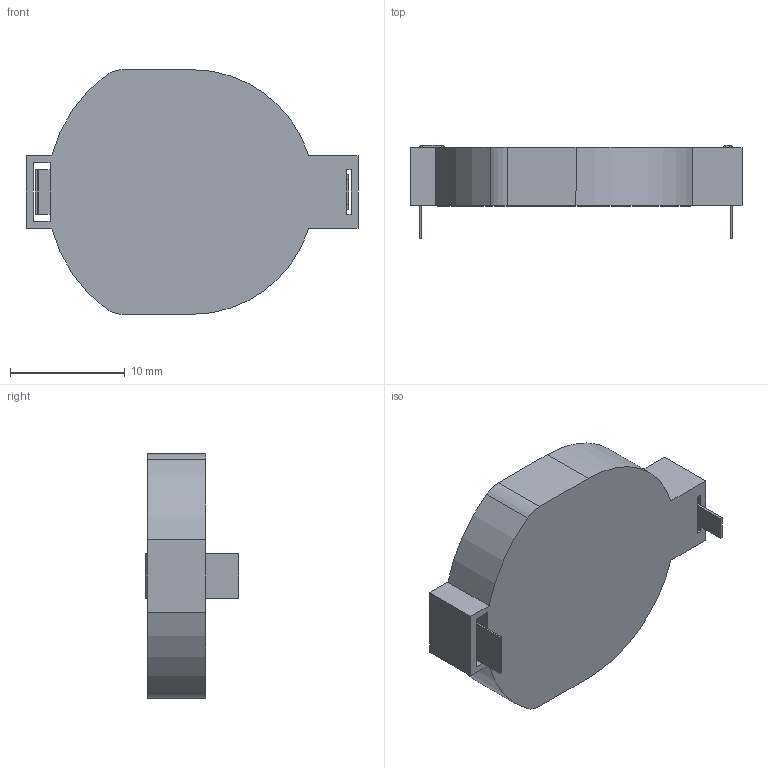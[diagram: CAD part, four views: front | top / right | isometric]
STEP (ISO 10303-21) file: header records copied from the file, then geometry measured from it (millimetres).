
FILE_DESCRIPTION (( 'STEP AP214' ), '1' );
FILE_NAME ('BC2032-E2.STEP', '2019-11-28T01:03:55', ( '' ), ( '' ), 'SwSTEP 2.0', 'SolidWorks 2017', '' );
FILE_SCHEMA (( 'AUTOMOTIVE_DESIGN' ));
Length unit declared in the file: millimetre
Products named in the file (1): BC2032-E2
Bounding box: 28.96 x 8.13 x 21.34 mm (x, y, z)
Volume: 575.4 mm3; surface area: 2199.4 mm2
Topology: 3 solids, 3 shells, 174 faces, 409 edges, 244 vertices
Faces by surface type: plane 111, cylinder 55, sphere 4, bspline 4
Entity records: 4965 total; most frequent: CARTESIAN_POINT 896, DIRECTION 851, ORIENTED_EDGE 818, EDGE_CURVE 409, AXIS2_PLACEMENT_3D 287, LINE 277, VECTOR 277, VERTEX_POINT 244
